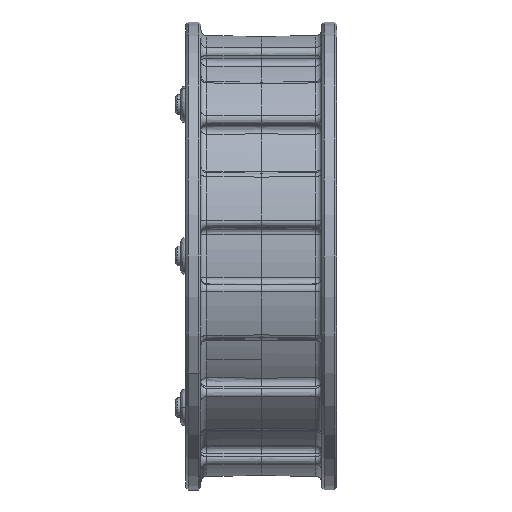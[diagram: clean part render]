
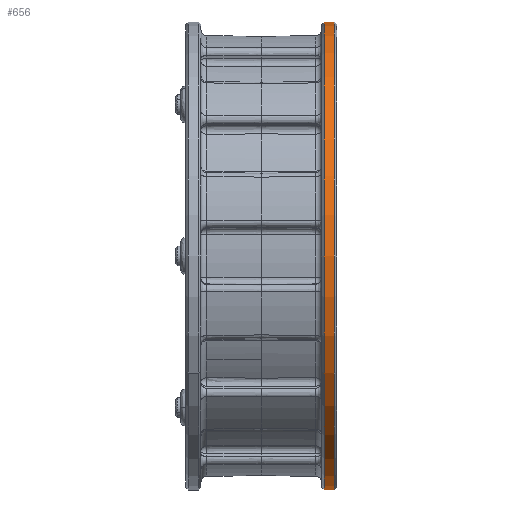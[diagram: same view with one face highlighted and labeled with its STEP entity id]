
A CAD part, left-side view. The second image highlights one B-rep face of the part: STEP entity #656.
In plain terms, the highlighted cylindrical face has radius 49.2 mm (diameter 98.4 mm), a partial arc.
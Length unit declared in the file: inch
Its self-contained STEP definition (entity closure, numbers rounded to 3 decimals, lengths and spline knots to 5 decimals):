
#656 = ADVANCED_FACE ( 'NONE', ( #13914 ), #13918, .T. ) ;
#9609 = VERTEX_POINT ( 'NONE', #18430 ) ;
#9611 = VERTEX_POINT ( 'NONE', #18431 ) ;
#9617 = VERTEX_POINT ( 'NONE', #18434 ) ;
#9618 = VERTEX_POINT ( 'NONE', #18435 ) ;
#11078 = CARTESIAN_POINT ( 'NONE',  ( 0., -0.0625, 1.937 ) ) ;
#11079 = CARTESIAN_POINT ( 'NONE',  ( 0., -0.0625, -1.937 ) ) ;
#11088 = DIRECTION ( 'NONE',  ( 0., -1., 0. ) ) ;
#11089 = DIRECTION ( 'NONE',  ( 0., -1., 0. ) ) ;
#13632 = DIRECTION ( 'NONE',  ( 0., 0., -1. ) ) ;
#13637 = DIRECTION ( 'NONE',  ( 0., -1., 0. ) ) ;
#13639 = CARTESIAN_POINT ( 'NONE',  ( 0., -0.0625, 0. ) ) ;
#13914 = FACE_OUTER_BOUND ( 'NONE', #26405, .T. ) ;
#13918 = CYLINDRICAL_SURFACE ( 'NONE', #25241, 1.937 ) ;
#18430 = CARTESIAN_POINT ( 'NONE',  ( 0., -0.16781, 1.937 ) ) ;
#18431 = CARTESIAN_POINT ( 'NONE',  ( 0., -0.16781, -1.937 ) ) ;
#18434 = CARTESIAN_POINT ( 'NONE',  ( 0., -0.08219, -1.937 ) ) ;
#18435 = CARTESIAN_POINT ( 'NONE',  ( 0., -0.08219, 1.937 ) ) ;
#19040 = CIRCLE ( 'NONE', #29779, 1.937 ) ;
#19041 = CIRCLE ( 'NONE', #29778, 1.937 ) ;
#19783 = LINE ( 'NONE', #11079, #19789 ) ;
#19784 = LINE ( 'NONE', #11078, #19787 ) ;
#19787 = VECTOR ( 'NONE', #11088, 39.37008 ) ;
#19789 = VECTOR ( 'NONE', #11089, 39.37008 ) ;
#20092 = EDGE_CURVE ( 'NONE', #9618, #9617, #19041, .T. ) ;
#20093 = EDGE_CURVE ( 'NONE', #9611, #9609, #19040, .T. ) ;
#23872 = EDGE_CURVE ( 'NONE', #9618, #9609, #19784, .T. ) ;
#23874 = EDGE_CURVE ( 'NONE', #9617, #9611, #19783, .T. ) ;
#25086 = CARTESIAN_POINT ( 'NONE',  ( 0., -0.08219, 0. ) ) ;
#25087 = DIRECTION ( 'NONE',  ( 0., -1., 0. ) ) ;
#25089 = DIRECTION ( 'NONE',  ( 0., 0., -1. ) ) ;
#25091 = CARTESIAN_POINT ( 'NONE',  ( 0., -0.16781, 0. ) ) ;
#25092 = DIRECTION ( 'NONE',  ( 0., 1., 0. ) ) ;
#25093 = DIRECTION ( 'NONE',  ( 0., 0., 1. ) ) ;
#25241 = AXIS2_PLACEMENT_3D ( 'NONE', #13639, #13637, #13632 ) ;
#26166 = ORIENTED_EDGE ( 'NONE', *, *, #23872, .F. ) ;
#26168 = ORIENTED_EDGE ( 'NONE', *, *, #20092, .T. ) ;
#26170 = ORIENTED_EDGE ( 'NONE', *, *, #23874, .T. ) ;
#26173 = ORIENTED_EDGE ( 'NONE', *, *, #20093, .T. ) ;
#26405 = EDGE_LOOP ( 'NONE', ( #26166, #26168, #26170, #26173 ) ) ;
#29778 = AXIS2_PLACEMENT_3D ( 'NONE', #25086, #25087, #25089 ) ;
#29779 = AXIS2_PLACEMENT_3D ( 'NONE', #25091, #25092, #25093 ) ;
